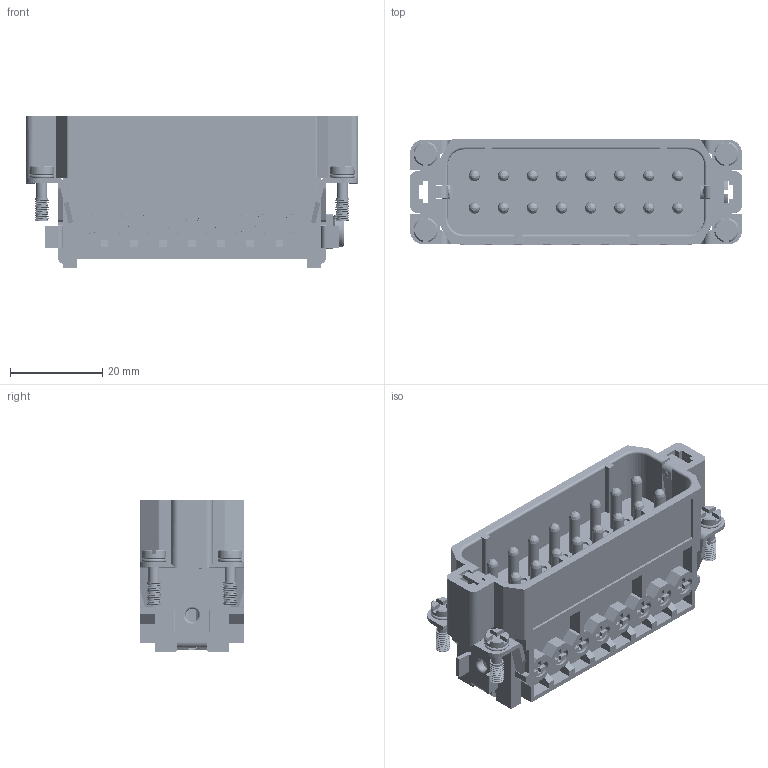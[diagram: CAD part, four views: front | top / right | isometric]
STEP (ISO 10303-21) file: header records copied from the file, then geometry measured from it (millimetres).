
FILE_DESCRIPTION(/* description */ (''),/* implementation_level */ '2;1');
FILE_NAME(/* name */ 'HA-016-M.stp',/* time_stamp */ '2023-02-06T10:37:06+08:00',/* author */ (''),/* organization */ (''),/* preprocessor_version */ 'ST-DEVELOPER v16',/* originating_system */ 'SIEMENS PLM Software NX 10.0',/* authorisation */ '');
FILE_SCHEMA (('AUTOMOTIVE_DESIGN { 1 0 10303 214 3 1 1 1 }'));
Products named in the file (1): Admi38947830j7te
Bounding box: 71.9 x 22.7 x 32.8 mm (x, y, z)
Surface area: 28163.8 mm2 (no closed solid volume)
Topology: 0 solids, 1 shells, 2305 faces, 6567 edges, 4269 vertices
Faces by surface type: plane 1271, cylinder 683, cone 217, bspline 93, torus 41
Full cylindrical faces by diameter (mm): 1.5 x14, 2 x7, 2.4 x4, 2.6 x18, 2.8 x1, 3 x106, 3.6 x16, 5.3 x4, 7 x1
Entity records: 124611 total; most frequent: CARTESIAN_POINT 70059, ORIENTED_EDGE 11942, DIRECTION 10260, EDGE_CURVE 5971, VERTEX_POINT 3970, LINE 3484, VECTOR 3484, AXIS2_PLACEMENT_3D 3388
